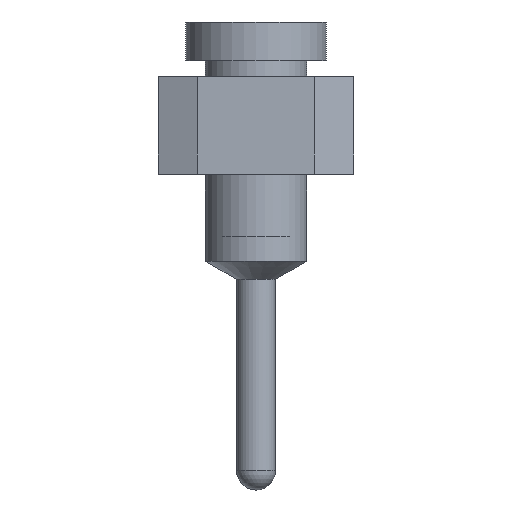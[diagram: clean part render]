
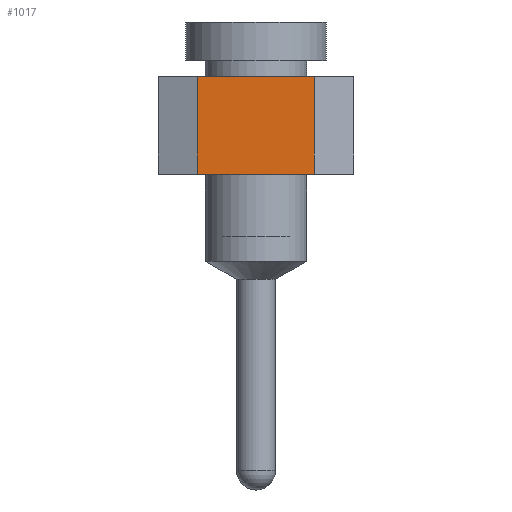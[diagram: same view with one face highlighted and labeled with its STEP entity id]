
A CAD part, left-side view. The second image highlights one B-rep face of the part: STEP entity #1017.
In plain terms, the highlighted planar face has unit normal (-1, 0, 0).
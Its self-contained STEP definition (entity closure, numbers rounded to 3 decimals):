
#1017 = ADVANCED_FACE('',(#1018),#1052,.F.);
#1018 = FACE_BOUND('',#1019,.T.);
#1019 = EDGE_LOOP('',(#1020,#1030,#1038,#1046));
#1020 = ORIENTED_EDGE('',*,*,#1021,.T.);
#1021 = EDGE_CURVE('',#1022,#1024,#1026,.T.);
#1022 = VERTEX_POINT('',#1023);
#1023 = CARTESIAN_POINT('',(-31.75,0.762,2.57));
#1024 = VERTEX_POINT('',#1025);
#1025 = CARTESIAN_POINT('',(-31.75,0.762,1.3));
#1026 = LINE('',#1027,#1028);
#1027 = CARTESIAN_POINT('',(-31.75,0.762,3.84));
#1028 = VECTOR('',#1029,1.);
#1029 = DIRECTION('',(0.,0.,-1.));
#1030 = ORIENTED_EDGE('',*,*,#1031,.T.);
#1031 = EDGE_CURVE('',#1024,#1032,#1034,.T.);
#1032 = VERTEX_POINT('',#1033);
#1033 = CARTESIAN_POINT('',(-31.75,-0.762,1.3));
#1034 = LINE('',#1035,#1036);
#1035 = CARTESIAN_POINT('',(-31.75,1.27,1.3));
#1036 = VECTOR('',#1037,1.);
#1037 = DIRECTION('',(0.,-1.,0.));
#1038 = ORIENTED_EDGE('',*,*,#1039,.F.);
#1039 = EDGE_CURVE('',#1040,#1032,#1042,.T.);
#1040 = VERTEX_POINT('',#1041);
#1041 = CARTESIAN_POINT('',(-31.75,-0.762,2.57));
#1042 = LINE('',#1043,#1044);
#1043 = CARTESIAN_POINT('',(-31.75,-0.762,3.84));
#1044 = VECTOR('',#1045,1.);
#1045 = DIRECTION('',(0.,0.,-1.));
#1046 = ORIENTED_EDGE('',*,*,#1047,.F.);
#1047 = EDGE_CURVE('',#1022,#1040,#1048,.T.);
#1048 = LINE('',#1049,#1050);
#1049 = CARTESIAN_POINT('',(-31.75,1.27,2.57));
#1050 = VECTOR('',#1051,1.);
#1051 = DIRECTION('',(0.,-1.,0.));
#1052 = PLANE('',#1053);
#1053 = AXIS2_PLACEMENT_3D('',#1054,#1055,#1056);
#1054 = CARTESIAN_POINT('',(-31.75,1.27,2.57));
#1055 = DIRECTION('',(1.,0.,0.));
#1056 = DIRECTION('',(0.,1.,0.));
